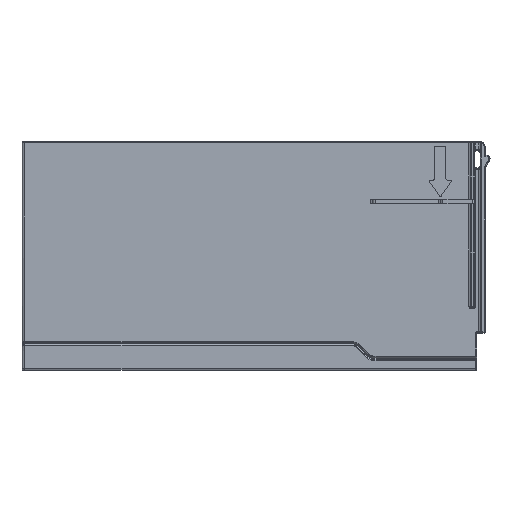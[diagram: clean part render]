
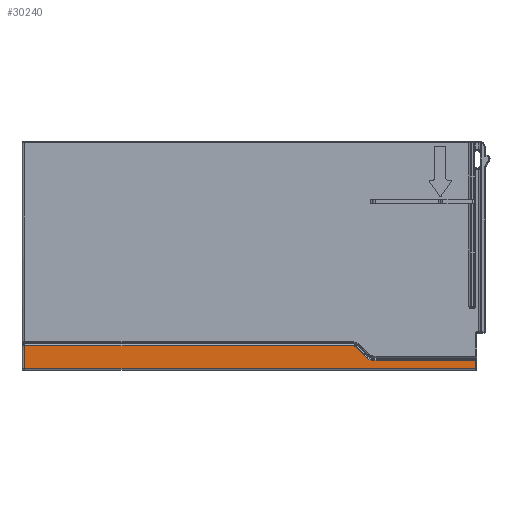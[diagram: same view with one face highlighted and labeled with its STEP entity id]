
A CAD part, top view. The second image highlights one B-rep face of the part: STEP entity #30240.
In plain terms, the highlighted planar face has unit normal (0, 0, 1).
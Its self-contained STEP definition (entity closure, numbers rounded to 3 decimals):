
#21144=DIRECTION('',(0.,-1.,0.));
#21145=VECTOR('',#21144,10.193);
#21146=CARTESIAN_POINT('',(-320.5,-21.357,
-22.05));
#21147=LINE('',#21146,#21145);
#21238=DIRECTION('',(-1.,0.,0.));
#21239=VECTOR('',#21238,144.75);
#21240=CARTESIAN_POINT('',(-175.75,-21.357,
-22.05));
#21241=LINE('',#21240,#21239);
#23620=DIRECTION('',(1.,0.,0.));
#23621=VECTOR('',#23620,199.2);
#23622=CARTESIAN_POINT('',(-320.5,-31.55,
-22.05));
#23623=LINE('',#23622,#23621);
#23639=CARTESIAN_POINT('',(-175.75,-23.65,
-22.05));
#23640=DIRECTION('',(0.,0.,-1.));
#23641=DIRECTION('',(0.,1.,0.));
#23642=AXIS2_PLACEMENT_3D('',#23639,#23640,#23641);
#23644=DIRECTION('',(0.707,-0.707,0.));
#23645=VECTOR('',#23644,6.359);
#23646=CARTESIAN_POINT('',(-174.129,-22.028,
-22.05));
#23647=LINE('',#23646,#23645);
#23648=CARTESIAN_POINT('',(-166.658,-23.55,
-22.05));
#23649=DIRECTION('',(0.,0.,1.));
#23650=DIRECTION('',(-0.707,-0.707,0.));
#23651=AXIS2_PLACEMENT_3D('',#23648,#23649,#23650);
#23653=DIRECTION('',(-1.,0.,0.));
#23654=VECTOR('',#23653,45.358);
#23655=CARTESIAN_POINT('',(-121.3,-27.757,
-22.05));
#23656=LINE('',#23655,#23654);
#23676=DIRECTION('',(0.,1.,0.));
#23677=VECTOR('',#23676,3.793);
#23678=CARTESIAN_POINT('',(-121.3,-31.55,
-22.05));
#23679=LINE('',#23678,#23677);
#24541=CARTESIAN_POINT('',(-121.3,-27.757,
-22.05));
#24542=CARTESIAN_POINT('',(-166.658,-27.757,
-22.05));
#24543=VERTEX_POINT('',#24541);
#24544=VERTEX_POINT('',#24542);
#24545=CARTESIAN_POINT('',(-121.3,-31.55,
-22.05));
#24546=VERTEX_POINT('',#24545);
#24547=CARTESIAN_POINT('',(-320.5,-31.55,
-22.05));
#24548=VERTEX_POINT('',#24547);
#24549=CARTESIAN_POINT('',(-175.75,-21.357,
-22.05));
#24550=CARTESIAN_POINT('',(-320.5,-21.357,
-22.05));
#24551=VERTEX_POINT('',#24549);
#24552=VERTEX_POINT('',#24550);
#24553=CARTESIAN_POINT('',(-174.129,-22.028,
-22.05));
#24554=VERTEX_POINT('',#24553);
#24555=CARTESIAN_POINT('',(-169.632,-26.524,
-22.05));
#24556=VERTEX_POINT('',#24555);
#30221=CARTESIAN_POINT('',(-220.9,-26.453,
-22.05));
#30222=DIRECTION('',(0.,0.,1.));
#30223=DIRECTION('',(-1.,0.,0.));
#30224=AXIS2_PLACEMENT_3D('',#30221,#30222,#30223);
#30225=PLANE('',#30224);
#30227=ORIENTED_EDGE('',*,*,#30226,.F.);
#30229=ORIENTED_EDGE('',*,*,#30228,.F.);
#30230=ORIENTED_EDGE('',*,*,#30186,.F.);
#30231=ORIENTED_EDGE('',*,*,#25148,.F.);
#30232=ORIENTED_EDGE('',*,*,#25316,.F.);
#30233=ORIENTED_EDGE('',*,*,#25338,.T.);
#30235=ORIENTED_EDGE('',*,*,#30234,.T.);
#30237=ORIENTED_EDGE('',*,*,#30236,.T.);
#30238=EDGE_LOOP('',(#30227,#30229,#30230,#30231,#30232,#30233,#30235,#30237));
#30239=FACE_OUTER_BOUND('',#30238,.F.);
#23643=CIRCLE('',#23642,2.293);
#23652=CIRCLE('',#23651,4.207);
#25148=EDGE_CURVE('',#24552,#24548,#21147,.T.);
#25316=EDGE_CURVE('',#24551,#24552,#21241,.T.);
#25338=EDGE_CURVE('',#24551,#24554,#23643,.T.);
#30186=EDGE_CURVE('',#24548,#24546,#23623,.T.);
#30226=EDGE_CURVE('',#24543,#24544,#23656,.T.);
#30228=EDGE_CURVE('',#24546,#24543,#23679,.T.);
#30234=EDGE_CURVE('',#24554,#24556,#23647,.T.);
#30236=EDGE_CURVE('',#24556,#24544,#23652,.T.);
#30240=ADVANCED_FACE('',(#30239),#30225,.T.);
